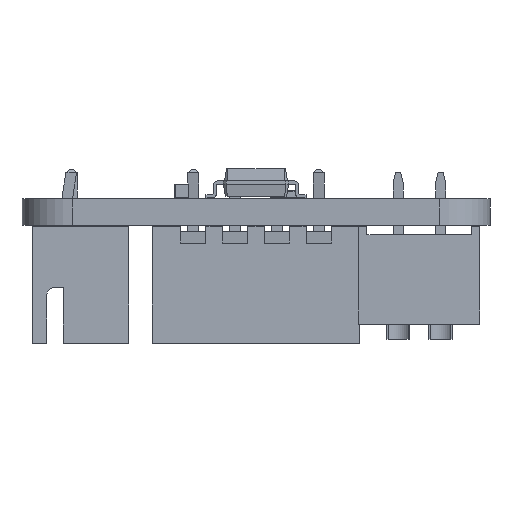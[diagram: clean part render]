
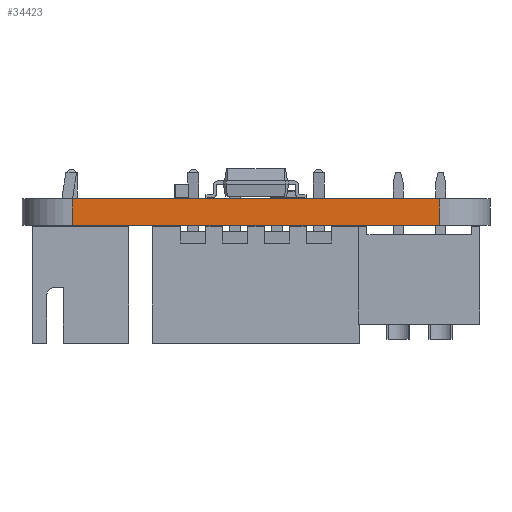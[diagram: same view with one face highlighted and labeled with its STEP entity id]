
A CAD part, front view. The second image highlights one B-rep face of the part: STEP entity #34423.
In plain terms, the highlighted planar face has unit normal (0, -1, 0).
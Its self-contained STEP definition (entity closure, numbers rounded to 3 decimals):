
#34423 = ADVANCED_FACE('',(#34424),#34438,.T.);
#34424 = FACE_BOUND('',#34425,.T.);
#34425 = EDGE_LOOP('',(#34426,#34461,#34489,#34517));
#34426 = ORIENTED_EDGE('',*,*,#34427,.T.);
#34427 = EDGE_CURVE('',#34428,#34430,#34432,.T.);
#34428 = VERTEX_POINT('',#34429);
#34429 = CARTESIAN_POINT('',(135.,-108.,0.));
#34430 = VERTEX_POINT('',#34431);
#34431 = CARTESIAN_POINT('',(135.,-108.,1.6));
#34432 = SURFACE_CURVE('',#34433,(#34437,#34449),.PCURVE_S1.);
#34433 = LINE('',#34434,#34435);
#34434 = CARTESIAN_POINT('',(135.,-108.,0.));
#34435 = VECTOR('',#34436,1.);
#34436 = DIRECTION('',(0.,0.,1.));
#34437 = PCURVE('',#34438,#34443);
#34438 = PLANE('',#34439);
#34439 = AXIS2_PLACEMENT_3D('',#34440,#34441,#34442);
#34440 = CARTESIAN_POINT('',(135.,-108.,0.));
#34441 = DIRECTION('',(0.,-1.,0.));
#34442 = DIRECTION('',(-1.,0.,0.));
#34443 = DEFINITIONAL_REPRESENTATION('',(#34444),#34448);
#34444 = LINE('',#34445,#34446);
#34445 = CARTESIAN_POINT('',(0.,-0.));
#34446 = VECTOR('',#34447,1.);
#34447 = DIRECTION('',(0.,-1.));
#34448 = ( GEOMETRIC_REPRESENTATION_CONTEXT(2) 
PARAMETRIC_REPRESENTATION_CONTEXT() REPRESENTATION_CONTEXT('2D SPACE',''
  ) );
#34449 = PCURVE('',#34450,#34455);
#34450 = CYLINDRICAL_SURFACE('',#34451,3.);
#34451 = AXIS2_PLACEMENT_3D('',#34452,#34453,#34454);
#34452 = CARTESIAN_POINT('',(135.,-105.,0.));
#34453 = DIRECTION('',(-0.,-0.,-1.));
#34454 = DIRECTION('',(1.,0.,-0.));
#34455 = DEFINITIONAL_REPRESENTATION('',(#34456),#34460);
#34456 = LINE('',#34457,#34458);
#34457 = CARTESIAN_POINT('',(-4.712,0.));
#34458 = VECTOR('',#34459,1.);
#34459 = DIRECTION('',(-0.,-1.));
#34460 = ( GEOMETRIC_REPRESENTATION_CONTEXT(2) 
PARAMETRIC_REPRESENTATION_CONTEXT() REPRESENTATION_CONTEXT('2D SPACE',''
  ) );
#34461 = ORIENTED_EDGE('',*,*,#34462,.T.);
#34462 = EDGE_CURVE('',#34430,#34463,#34465,.T.);
#34463 = VERTEX_POINT('',#34464);
#34464 = CARTESIAN_POINT('',(113.,-108.,1.6));
#34465 = SURFACE_CURVE('',#34466,(#34470,#34477),.PCURVE_S1.);
#34466 = LINE('',#34467,#34468);
#34467 = CARTESIAN_POINT('',(135.,-108.,1.6));
#34468 = VECTOR('',#34469,1.);
#34469 = DIRECTION('',(-1.,0.,0.));
#34470 = PCURVE('',#34438,#34471);
#34471 = DEFINITIONAL_REPRESENTATION('',(#34472),#34476);
#34472 = LINE('',#34473,#34474);
#34473 = CARTESIAN_POINT('',(0.,-1.6));
#34474 = VECTOR('',#34475,1.);
#34475 = DIRECTION('',(1.,0.));
#34476 = ( GEOMETRIC_REPRESENTATION_CONTEXT(2) 
PARAMETRIC_REPRESENTATION_CONTEXT() REPRESENTATION_CONTEXT('2D SPACE',''
  ) );
#34477 = PCURVE('',#34478,#34483);
#34478 = PLANE('',#34479);
#34479 = AXIS2_PLACEMENT_3D('',#34480,#34481,#34482);
#34480 = CARTESIAN_POINT('',(124.,-94.,1.6));
#34481 = DIRECTION('',(-0.,-0.,-1.));
#34482 = DIRECTION('',(-1.,0.,0.));
#34483 = DEFINITIONAL_REPRESENTATION('',(#34484),#34488);
#34484 = LINE('',#34485,#34486);
#34485 = CARTESIAN_POINT('',(-11.,-14.));
#34486 = VECTOR('',#34487,1.);
#34487 = DIRECTION('',(1.,0.));
#34488 = ( GEOMETRIC_REPRESENTATION_CONTEXT(2) 
PARAMETRIC_REPRESENTATION_CONTEXT() REPRESENTATION_CONTEXT('2D SPACE',''
  ) );
#34489 = ORIENTED_EDGE('',*,*,#34490,.F.);
#34490 = EDGE_CURVE('',#34491,#34463,#34493,.T.);
#34491 = VERTEX_POINT('',#34492);
#34492 = CARTESIAN_POINT('',(113.,-108.,0.));
#34493 = SURFACE_CURVE('',#34494,(#34498,#34505),.PCURVE_S1.);
#34494 = LINE('',#34495,#34496);
#34495 = CARTESIAN_POINT('',(113.,-108.,0.));
#34496 = VECTOR('',#34497,1.);
#34497 = DIRECTION('',(0.,0.,1.));
#34498 = PCURVE('',#34438,#34499);
#34499 = DEFINITIONAL_REPRESENTATION('',(#34500),#34504);
#34500 = LINE('',#34501,#34502);
#34501 = CARTESIAN_POINT('',(22.,0.));
#34502 = VECTOR('',#34503,1.);
#34503 = DIRECTION('',(0.,-1.));
#34504 = ( GEOMETRIC_REPRESENTATION_CONTEXT(2) 
PARAMETRIC_REPRESENTATION_CONTEXT() REPRESENTATION_CONTEXT('2D SPACE',''
  ) );
#34505 = PCURVE('',#34506,#34511);
#34506 = CYLINDRICAL_SURFACE('',#34507,3.);
#34507 = AXIS2_PLACEMENT_3D('',#34508,#34509,#34510);
#34508 = CARTESIAN_POINT('',(113.,-105.,0.));
#34509 = DIRECTION('',(-0.,-0.,-1.));
#34510 = DIRECTION('',(1.,0.,-0.));
#34511 = DEFINITIONAL_REPRESENTATION('',(#34512),#34516);
#34512 = LINE('',#34513,#34514);
#34513 = CARTESIAN_POINT('',(-4.712,0.));
#34514 = VECTOR('',#34515,1.);
#34515 = DIRECTION('',(-0.,-1.));
#34516 = ( GEOMETRIC_REPRESENTATION_CONTEXT(2) 
PARAMETRIC_REPRESENTATION_CONTEXT() REPRESENTATION_CONTEXT('2D SPACE',''
  ) );
#34517 = ORIENTED_EDGE('',*,*,#34518,.F.);
#34518 = EDGE_CURVE('',#34428,#34491,#34519,.T.);
#34519 = SURFACE_CURVE('',#34520,(#34524,#34531),.PCURVE_S1.);
#34520 = LINE('',#34521,#34522);
#34521 = CARTESIAN_POINT('',(135.,-108.,0.));
#34522 = VECTOR('',#34523,1.);
#34523 = DIRECTION('',(-1.,0.,0.));
#34524 = PCURVE('',#34438,#34525);
#34525 = DEFINITIONAL_REPRESENTATION('',(#34526),#34530);
#34526 = LINE('',#34527,#34528);
#34527 = CARTESIAN_POINT('',(0.,-0.));
#34528 = VECTOR('',#34529,1.);
#34529 = DIRECTION('',(1.,0.));
#34530 = ( GEOMETRIC_REPRESENTATION_CONTEXT(2) 
PARAMETRIC_REPRESENTATION_CONTEXT() REPRESENTATION_CONTEXT('2D SPACE',''
  ) );
#34531 = PCURVE('',#34532,#34537);
#34532 = PLANE('',#34533);
#34533 = AXIS2_PLACEMENT_3D('',#34534,#34535,#34536);
#34534 = CARTESIAN_POINT('',(124.,-94.,0.));
#34535 = DIRECTION('',(-0.,-0.,-1.));
#34536 = DIRECTION('',(-1.,0.,0.));
#34537 = DEFINITIONAL_REPRESENTATION('',(#34538),#34542);
#34538 = LINE('',#34539,#34540);
#34539 = CARTESIAN_POINT('',(-11.,-14.));
#34540 = VECTOR('',#34541,1.);
#34541 = DIRECTION('',(1.,0.));
#34542 = ( GEOMETRIC_REPRESENTATION_CONTEXT(2) 
PARAMETRIC_REPRESENTATION_CONTEXT() REPRESENTATION_CONTEXT('2D SPACE',''
  ) );
